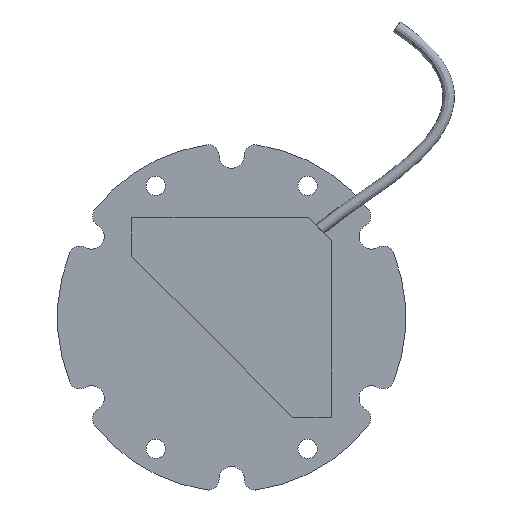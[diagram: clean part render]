
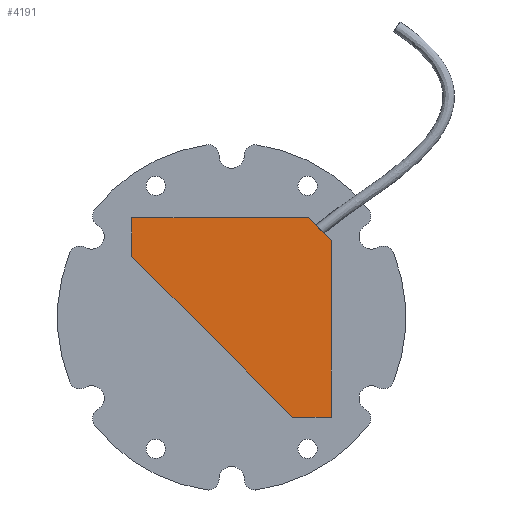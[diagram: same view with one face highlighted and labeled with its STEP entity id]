
A CAD part, front view. The second image highlights one B-rep face of the part: STEP entity #4191.
In plain terms, the highlighted planar face has unit normal (0, -1, 0).
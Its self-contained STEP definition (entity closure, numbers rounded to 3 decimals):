
#49 = VECTOR ( 'NONE', #2427, 1000. ) ;
#118 = VECTOR ( 'NONE', #1919, 1000. ) ;
#130 = CARTESIAN_POINT ( 'NONE',  ( 0., -4., 0. ) ) ;
#163 = VECTOR ( 'NONE', #169, 1000. ) ;
#169 = DIRECTION ( 'NONE',  ( 0.707, 0., -0.707 ) ) ;
#276 = CARTESIAN_POINT ( 'NONE',  ( 16.75, -4., 21.75 ) ) ;
#356 = CARTESIAN_POINT ( 'NONE',  ( 21.75, -4., -21.75 ) ) ;
#448 = VERTEX_POINT ( 'NONE', #2601 ) ;
#500 = VECTOR ( 'NONE', #1932, 1000. ) ;
#638 = LINE ( 'NONE', #1925, #1721 ) ;
#644 = EDGE_CURVE ( 'NONE', #3093, #448, #4198, .T. ) ;
#645 = CARTESIAN_POINT ( 'NONE',  ( -21.75, -4., 0. ) ) ;
#653 = LINE ( 'NONE', #4183, #118 ) ;
#806 = CARTESIAN_POINT ( 'NONE',  ( 13.25, -4., -21.75 ) ) ;
#1242 = DIRECTION ( 'NONE',  ( -1., 0., 0. ) ) ;
#1248 = ORIENTED_EDGE ( 'NONE', *, *, #2566, .T. ) ;
#1308 = LINE ( 'NONE', #3587, #1439 ) ;
#1382 = VERTEX_POINT ( 'NONE', #276 ) ;
#1439 = VECTOR ( 'NONE', #2573, 1000. ) ;
#1565 = EDGE_CURVE ( 'NONE', #1927, #1382, #2832, .T. ) ;
#1571 = EDGE_CURVE ( 'NONE', #3093, #3439, #3734, .T. ) ;
#1721 = VECTOR ( 'NONE', #1242, 1000. ) ;
#1759 = CARTESIAN_POINT ( 'NONE',  ( 16.75, -4., 21.75 ) ) ;
#1888 = ORIENTED_EDGE ( 'NONE', *, *, #3735, .F. ) ;
#1919 = DIRECTION ( 'NONE',  ( -1., 0., 0. ) ) ;
#1925 = CARTESIAN_POINT ( 'NONE',  ( 0., -4., 21.75 ) ) ;
#1927 = VERTEX_POINT ( 'NONE', #4186 ) ;
#1932 = DIRECTION ( 'NONE',  ( 0., 0., 1. ) ) ;
#2249 = CARTESIAN_POINT ( 'NONE',  ( 13.25, -4., -21.75 ) ) ;
#2297 = ORIENTED_EDGE ( 'NONE', *, *, #1571, .T. ) ;
#2427 = DIRECTION ( 'NONE',  ( -0.707, 0., 0.707 ) ) ;
#2566 = EDGE_CURVE ( 'NONE', #1382, #448, #638, .T. ) ;
#2573 = DIRECTION ( 'NONE',  ( 0., 0., 1. ) ) ;
#2601 = CARTESIAN_POINT ( 'NONE',  ( -21.75, -4., 21.75 ) ) ;
#2623 = EDGE_CURVE ( 'NONE', #3087, #1927, #1308, .T. ) ;
#2627 = CARTESIAN_POINT ( 'NONE',  ( -21.75, -4., 13.25 ) ) ;
#2832 = LINE ( 'NONE', #1759, #49 ) ;
#3044 = ORIENTED_EDGE ( 'NONE', *, *, #1565, .T. ) ;
#3047 = FACE_OUTER_BOUND ( 'NONE', #3279, .T. ) ;
#3087 = VERTEX_POINT ( 'NONE', #356 ) ;
#3093 = VERTEX_POINT ( 'NONE', #2627 ) ;
#3173 = DIRECTION ( 'NONE',  ( 0., 0., 1. ) ) ;
#3279 = EDGE_LOOP ( 'NONE', ( #3761, #2297, #1888, #4156, #3044, #1248 ) ) ;
#3439 = VERTEX_POINT ( 'NONE', #2249 ) ;
#3587 = CARTESIAN_POINT ( 'NONE',  ( 21.75, -4., 0. ) ) ;
#3734 = LINE ( 'NONE', #806, #163 ) ;
#3735 = EDGE_CURVE ( 'NONE', #3087, #3439, #653, .T. ) ;
#3761 = ORIENTED_EDGE ( 'NONE', *, *, #644, .F. ) ;
#4042 = PLANE ( 'NONE',  #4210 ) ;
#4085 = DIRECTION ( 'NONE',  ( 0., 1., 0. ) ) ;
#4156 = ORIENTED_EDGE ( 'NONE', *, *, #2623, .T. ) ;
#4183 = CARTESIAN_POINT ( 'NONE',  ( 0., -4., -21.75 ) ) ;
#4186 = CARTESIAN_POINT ( 'NONE',  ( 21.75, -4., 16.75 ) ) ;
#4191 = ADVANCED_FACE ( 'NONE', ( #3047 ), #4042, .F. ) ;
#4198 = LINE ( 'NONE', #645, #500 ) ;
#4210 = AXIS2_PLACEMENT_3D ( 'NONE', #130, #4085, #3173 ) ;
